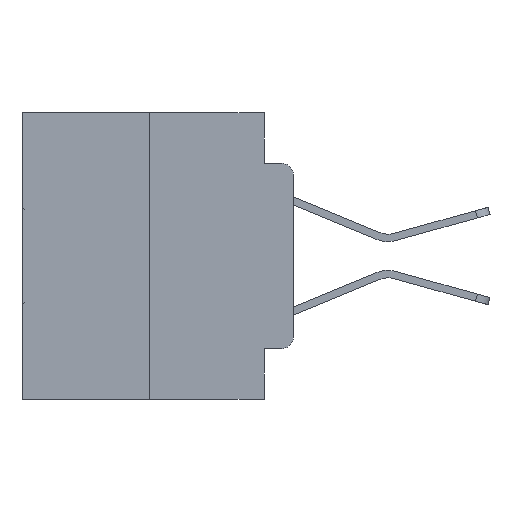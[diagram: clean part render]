
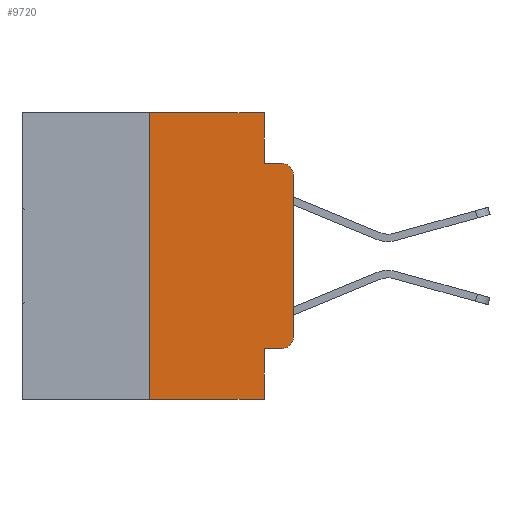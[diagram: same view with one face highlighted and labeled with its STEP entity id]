
A CAD part, left-side view. The second image highlights one B-rep face of the part: STEP entity #9720.
In plain terms, the highlighted planar face has unit normal (-1, 0, 0).
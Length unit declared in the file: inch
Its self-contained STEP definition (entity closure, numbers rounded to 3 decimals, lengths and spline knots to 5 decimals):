
#379 = DIRECTION ( 'NONE',  ( 0., 0., -1. ) ) ;
#805 = VECTOR ( 'NONE', #18956, 39.37008 ) ;
#1496 = CARTESIAN_POINT ( 'NONE',  ( 0., 0.051, -0.0885 ) ) ;
#1744 = DIRECTION ( 'NONE',  ( 0., 0., 1. ) ) ;
#2658 = DIRECTION ( 'NONE',  ( 1., 0., 0. ) ) ;
#2788 = CARTESIAN_POINT ( 'NONE',  ( 0., 0.051, -0.5 ) ) ;
#3615 = DIRECTION ( 'NONE',  ( 0., -1., 0. ) ) ;
#3964 = AXIS2_PLACEMENT_3D ( 'NONE', #9465, #2658, #379 ) ;
#4130 = LINE ( 'NONE', #17880, #28841 ) ;
#4555 = EDGE_CURVE ( 'NONE', #12777, #21305, #7322, .T. ) ;
#4595 = LINE ( 'NONE', #25111, #28949 ) ;
#4748 = DIRECTION ( 'NONE',  ( 0., 0., 1. ) ) ;
#4909 = DIRECTION ( 'NONE',  ( -1., 0., 0. ) ) ;
#5276 = DIRECTION ( 'NONE',  ( 0., 0., -1. ) ) ;
#5544 = ORIENTED_EDGE ( 'NONE', *, *, #29206, .F. ) ;
#5619 = EDGE_CURVE ( 'NONE', #25791, #24797, #29382, .T. ) ;
#5679 = CARTESIAN_POINT ( 'NONE',  ( 0., 0.02, -0.4115 ) ) ;
#5907 = VERTEX_POINT ( 'NONE', #16139 ) ;
#5998 = CARTESIAN_POINT ( 'NONE',  ( 0., 0.25, -0.5 ) ) ;
#6409 = CARTESIAN_POINT ( 'NONE',  ( 0., 0., 0. ) ) ;
#6526 = EDGE_CURVE ( 'NONE', #26430, #5907, #15746, .T. ) ;
#6589 = ORIENTED_EDGE ( 'NONE', *, *, #5619, .T. ) ;
#7322 = LINE ( 'NONE', #16547, #23821 ) ;
#7431 = CARTESIAN_POINT ( 'NONE',  ( 0., 0.25, 0. ) ) ;
#9037 = CARTESIAN_POINT ( 'NONE',  ( 0., 0.051, 0. ) ) ;
#9465 = CARTESIAN_POINT ( 'NONE',  ( 0., 0.473, 0. ) ) ;
#9720 = ADVANCED_FACE ( 'NONE', ( #25443 ), #23189, .F. ) ;
#9743 = LINE ( 'NONE', #28282, #805 ) ;
#11352 = EDGE_CURVE ( 'NONE', #5907, #25791, #22419, .T. ) ;
#11679 = ORIENTED_EDGE ( 'NONE', *, *, #4555, .T. ) ;
#12009 = ORIENTED_EDGE ( 'NONE', *, *, #25462, .F. ) ;
#12777 = VERTEX_POINT ( 'NONE', #5998 ) ;
#13051 = DIRECTION ( 'NONE',  ( 0., -1., 0. ) ) ;
#13690 = EDGE_CURVE ( 'NONE', #28673, #21305, #20535, .T. ) ;
#14123 = CARTESIAN_POINT ( 'NONE',  ( 0., 0.02, -0.3915 ) ) ;
#14781 = AXIS2_PLACEMENT_3D ( 'NONE', #14123, #4909, #21673 ) ;
#14964 = CARTESIAN_POINT ( 'NONE',  ( 0., 0.02, -0.0885 ) ) ;
#15012 = CARTESIAN_POINT ( 'NONE',  ( 0., 0., -0.1085 ) ) ;
#15152 = ORIENTED_EDGE ( 'NONE', *, *, #24778, .F. ) ;
#15559 = CARTESIAN_POINT ( 'NONE',  ( 0., 0.051, 0. ) ) ;
#15746 = CIRCLE ( 'NONE', #14781, 0.02 ) ;
#16139 = CARTESIAN_POINT ( 'NONE',  ( 0., 0., -0.3915 ) ) ;
#16547 = CARTESIAN_POINT ( 'NONE',  ( 0., 0.473, -0.5 ) ) ;
#16632 = CARTESIAN_POINT ( 'NONE',  ( 0., 0.473, 0. ) ) ;
#16922 = CARTESIAN_POINT ( 'NONE',  ( 0., 0.02, -0.1085 ) ) ;
#17490 = EDGE_LOOP ( 'NONE', ( #28832, #6589, #5544, #25158, #15152, #12009, #11679, #25888, #25920, #29694 ) ) ;
#17880 = CARTESIAN_POINT ( 'NONE',  ( 0., 0.051, -0.4115 ) ) ;
#18445 = CARTESIAN_POINT ( 'NONE',  ( 0., 0.051, -0.0885 ) ) ;
#18748 = VECTOR ( 'NONE', #1744, 39.37008 ) ;
#18956 = DIRECTION ( 'NONE',  ( 0., 0., -1. ) ) ;
#19940 = VECTOR ( 'NONE', #3615, 39.37008 ) ;
#20145 = VERTEX_POINT ( 'NONE', #18445 ) ;
#20535 = LINE ( 'NONE', #15559, #22246 ) ;
#21305 = VERTEX_POINT ( 'NONE', #2788 ) ;
#21309 = EDGE_CURVE ( 'NONE', #25095, #20145, #9743, .T. ) ;
#21673 = DIRECTION ( 'NONE',  ( 0., 0., -1. ) ) ;
#22246 = VECTOR ( 'NONE', #27303, 39.37008 ) ;
#22419 = LINE ( 'NONE', #6409, #18748 ) ;
#22685 = EDGE_CURVE ( 'NONE', #28673, #26430, #4130, .T. ) ;
#23189 = PLANE ( 'NONE',  #3964 ) ;
#23558 = LINE ( 'NONE', #16632, #27484 ) ;
#23821 = VECTOR ( 'NONE', #25723, 39.37008 ) ;
#23995 = DIRECTION ( 'NONE',  ( -1., 0., 0. ) ) ;
#24778 = EDGE_CURVE ( 'NONE', #27338, #25095, #23558, .T. ) ;
#24797 = VERTEX_POINT ( 'NONE', #14964 ) ;
#25095 = VERTEX_POINT ( 'NONE', #9037 ) ;
#25111 = CARTESIAN_POINT ( 'NONE',  ( 0., 0.25, 0. ) ) ;
#25158 = ORIENTED_EDGE ( 'NONE', *, *, #21309, .F. ) ;
#25443 = FACE_OUTER_BOUND ( 'NONE', #17490, .T. ) ;
#25462 = EDGE_CURVE ( 'NONE', #12777, #27338, #4595, .T. ) ;
#25723 = DIRECTION ( 'NONE',  ( 0., -1., 0. ) ) ;
#25791 = VERTEX_POINT ( 'NONE', #15012 ) ;
#25888 = ORIENTED_EDGE ( 'NONE', *, *, #13690, .F. ) ;
#25920 = ORIENTED_EDGE ( 'NONE', *, *, #22685, .T. ) ;
#25993 = CARTESIAN_POINT ( 'NONE',  ( 0., 0.051, -0.4115 ) ) ;
#26430 = VERTEX_POINT ( 'NONE', #5679 ) ;
#26524 = AXIS2_PLACEMENT_3D ( 'NONE', #16922, #23995, #5276 ) ;
#26847 = LINE ( 'NONE', #1496, #19940 ) ;
#27303 = DIRECTION ( 'NONE',  ( 0., 0., -1. ) ) ;
#27338 = VERTEX_POINT ( 'NONE', #7431 ) ;
#27484 = VECTOR ( 'NONE', #28669, 39.37008 ) ;
#28282 = CARTESIAN_POINT ( 'NONE',  ( 0., 0.051, 0. ) ) ;
#28669 = DIRECTION ( 'NONE',  ( 0., -1., 0. ) ) ;
#28673 = VERTEX_POINT ( 'NONE', #25993 ) ;
#28832 = ORIENTED_EDGE ( 'NONE', *, *, #11352, .T. ) ;
#28841 = VECTOR ( 'NONE', #13051, 39.37008 ) ;
#28949 = VECTOR ( 'NONE', #4748, 39.37008 ) ;
#29206 = EDGE_CURVE ( 'NONE', #20145, #24797, #26847, .T. ) ;
#29382 = CIRCLE ( 'NONE', #26524, 0.02 ) ;
#29694 = ORIENTED_EDGE ( 'NONE', *, *, #6526, .T. ) ;
